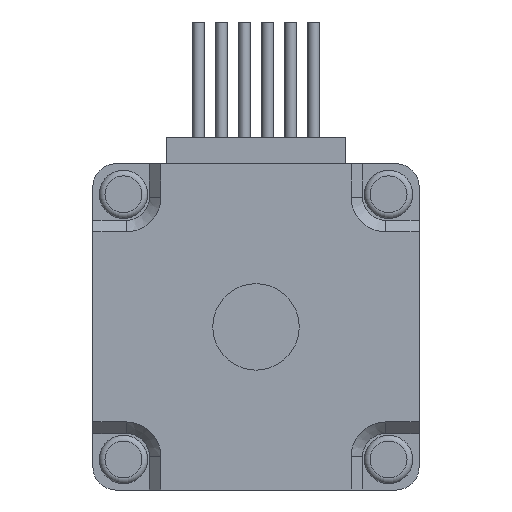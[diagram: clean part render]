
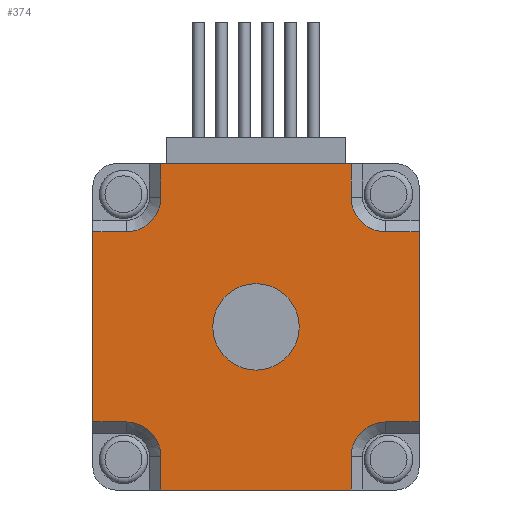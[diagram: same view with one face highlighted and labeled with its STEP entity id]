
A CAD part, front view. The second image highlights one B-rep face of the part: STEP entity #374.
In plain terms, the highlighted planar face has unit normal (0, -1, 0).
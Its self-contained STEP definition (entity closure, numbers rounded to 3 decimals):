
#374 = ADVANCED_FACE( '', ( #820, #821 ), #822, .T. );
#820 = FACE_OUTER_BOUND( '', #20570, .T. );
#821 = FACE_BOUND( '', #20571, .T. );
#822 = PLANE( '', #20572 );
#20570 = EDGE_LOOP( '', ( #21410, #21411, #21412, #21413, #21414, #21415, #21416, #21417, #21418, #21419, #21420, #21421, #21422, #21423, #21424, #21425 ) );
#20571 = EDGE_LOOP( '', ( #21426 ) );
#20572 = AXIS2_PLACEMENT_3D( '', #21427, #21428, #21429 );
#21410 = ORIENTED_EDGE( '', *, *, #22126, .F. );
#21411 = ORIENTED_EDGE( '', *, *, #22062, .T. );
#21412 = ORIENTED_EDGE( '', *, *, #21972, .F. );
#21413 = ORIENTED_EDGE( '', *, *, #22104, .F. );
#21414 = ORIENTED_EDGE( '', *, *, #21957, .F. );
#21415 = ORIENTED_EDGE( '', *, *, #22172, .T. );
#21416 = ORIENTED_EDGE( '', *, *, #22182, .F. );
#21417 = ORIENTED_EDGE( '', *, *, #22118, .F. );
#21418 = ORIENTED_EDGE( '', *, *, #22183, .F. );
#21419 = ORIENTED_EDGE( '', *, *, #21905, .T. );
#21420 = ORIENTED_EDGE( '', *, *, #22133, .F. );
#21421 = ORIENTED_EDGE( '', *, *, #21880, .F. );
#21422 = ORIENTED_EDGE( '', *, *, #22048, .F. );
#21423 = ORIENTED_EDGE( '', *, *, #22184, .T. );
#21424 = ORIENTED_EDGE( '', *, *, #22185, .F. );
#21425 = ORIENTED_EDGE( '', *, *, #22186, .F. );
#21426 = ORIENTED_EDGE( '', *, *, #21869, .T. );
#21427 = CARTESIAN_POINT( '', ( 0., -50., 0. ) );
#21428 = DIRECTION( '', ( 0., -1., 0. ) );
#21429 = DIRECTION( '', ( 0., 0., -1. ) );
#21869 = EDGE_CURVE( '', #22289, #22289, #22290, .T. );
#21880 = EDGE_CURVE( '', #22307, #22309, #22310, .T. );
#21905 = EDGE_CURVE( '', #22353, #22350, #22354, .T. );
#21957 = EDGE_CURVE( '', #22443, #22445, #22446, .T. );
#21972 = EDGE_CURVE( '', #22470, #22465, #22472, .T. );
#22048 = EDGE_CURVE( '', #22594, #22307, #22596, .T. );
#22062 = EDGE_CURVE( '', #22606, #22465, #22616, .T. );
#22104 = EDGE_CURVE( '', #22445, #22470, #22678, .T. );
#22118 = EDGE_CURVE( '', #22697, #22699, #22700, .T. );
#22126 = EDGE_CURVE( '', #22606, #22710, #22711, .T. );
#22133 = EDGE_CURVE( '', #22309, #22350, #22719, .T. );
#22172 = EDGE_CURVE( '', #22443, #22772, #22774, .T. );
#22182 = EDGE_CURVE( '', #22699, #22772, #22785, .T. );
#22183 = EDGE_CURVE( '', #22353, #22697, #22786, .T. );
#22184 = EDGE_CURVE( '', #22594, #22787, #22788, .T. );
#22185 = EDGE_CURVE( '', #22789, #22787, #22790, .T. );
#22186 = EDGE_CURVE( '', #22710, #22789, #22791, .T. );
#22289 = VERTEX_POINT( '', #22909 );
#22290 = CIRCLE( '', #22910, 3.75 );
#22307 = VERTEX_POINT( '', #22929 );
#22309 = VERTEX_POINT( '', #22932 );
#22310 = CIRCLE( '', #22933, 3. );
#22350 = VERTEX_POINT( '', #22976 );
#22353 = VERTEX_POINT( '', #22980 );
#22354 = LINE( '', #22981, #22982 );
#22443 = VERTEX_POINT( '', #25574 );
#22445 = VERTEX_POINT( '', #25577 );
#22446 = LINE( '', #25578, #25579 );
#22465 = VERTEX_POINT( '', #25604 );
#22470 = VERTEX_POINT( '', #25611 );
#22472 = LINE( '', #25614, #25615 );
#22594 = VERTEX_POINT( '', #25801 );
#22596 = LINE( '', #25804, #25805 );
#22606 = VERTEX_POINT( '', #25825 );
#22616 = LINE( '', #25841, #25842 );
#22678 = CIRCLE( '', #25930, 3. );
#22697 = VERTEX_POINT( '', #25950 );
#22699 = VERTEX_POINT( '', #25953 );
#22700 = CIRCLE( '', #25954, 3. );
#22710 = VERTEX_POINT( '', #25968 );
#22711 = LINE( '', #25969, #25970 );
#22719 = LINE( '', #25981, #25982 );
#22772 = VERTEX_POINT( '', #26875 );
#22774 = LINE( '', #26878, #26879 );
#22785 = LINE( '', #26900, #26901 );
#22786 = LINE( '', #26902, #26903 );
#22787 = VERTEX_POINT( '', #26904 );
#22788 = LINE( '', #26905, #26906 );
#22789 = VERTEX_POINT( '', #26907 );
#22790 = LINE( '', #26908, #26909 );
#22791 = CIRCLE( '', #26910, 3. );
#22909 = CARTESIAN_POINT( '', ( 3.75, -50., 0. ) );
#22910 = AXIS2_PLACEMENT_3D( '', #27055, #27056, #27057 );
#22929 = CARTESIAN_POINT( '', ( 8.25, -50., 11.25 ) );
#22932 = CARTESIAN_POINT( '', ( 11.25, -50., 8.25 ) );
#22933 = AXIS2_PLACEMENT_3D( '', #27073, #27074, #27075 );
#22976 = CARTESIAN_POINT( '', ( 14.15, -50., 8.25 ) );
#22980 = CARTESIAN_POINT( '', ( 14.15, -50., -8.25 ) );
#22981 = CARTESIAN_POINT( '', ( 14.15, -50., 12.15 ) );
#22982 = VECTOR( '', #27122, 1000. );
#25574 = CARTESIAN_POINT( '', ( -8.25, -50., -14.15 ) );
#25577 = CARTESIAN_POINT( '', ( -8.25, -50., -11.25 ) );
#25578 = CARTESIAN_POINT( '', ( -8.25, -50., -5.625 ) );
#25579 = VECTOR( '', #27176, 1000. );
#25604 = CARTESIAN_POINT( '', ( -14.15, -50., -8.25 ) );
#25611 = CARTESIAN_POINT( '', ( -11.25, -50., -8.25 ) );
#25614 = CARTESIAN_POINT( '', ( -9.064, -50., -8.25 ) );
#25615 = VECTOR( '', #27192, 1000. );
#25801 = CARTESIAN_POINT( '', ( 8.25, -50., 14.15 ) );
#25804 = CARTESIAN_POINT( '', ( 8.25, -50., 5.625 ) );
#25805 = VECTOR( '', #27305, 1000. );
#25825 = CARTESIAN_POINT( '', ( -14.15, -50., 8.25 ) );
#25841 = CARTESIAN_POINT( '', ( -14.15, -50., -12.15 ) );
#25842 = VECTOR( '', #27317, 1000. );
#25930 = AXIS2_PLACEMENT_3D( '', #27374, #27375, #27376 );
#25950 = CARTESIAN_POINT( '', ( 11.25, -50., -8.25 ) );
#25953 = CARTESIAN_POINT( '', ( 8.25, -50., -11.25 ) );
#25954 = AXIS2_PLACEMENT_3D( '', #27397, #27398, #27399 );
#25968 = CARTESIAN_POINT( '', ( -11.25, -50., 8.25 ) );
#25969 = CARTESIAN_POINT( '', ( -5.625, -50., 8.25 ) );
#25970 = VECTOR( '', #27407, 1000. );
#25981 = CARTESIAN_POINT( '', ( 9.064, -50., 8.25 ) );
#25982 = VECTOR( '', #27414, 1000. );
#26875 = CARTESIAN_POINT( '', ( 8.25, -50., -14.15 ) );
#26878 = CARTESIAN_POINT( '', ( 12.15, -50., -14.15 ) );
#26879 = VECTOR( '', #27460, 1000. );
#26900 = CARTESIAN_POINT( '', ( 8.25, -50., -9.064 ) );
#26901 = VECTOR( '', #27466, 1000. );
#26902 = CARTESIAN_POINT( '', ( 5.625, -50., -8.25 ) );
#26903 = VECTOR( '', #27467, 1000. );
#26904 = CARTESIAN_POINT( '', ( -8.25, -50., 14.15 ) );
#26905 = CARTESIAN_POINT( '', ( -12.15, -50., 14.15 ) );
#26906 = VECTOR( '', #27468, 1000. );
#26907 = CARTESIAN_POINT( '', ( -8.25, -50., 11.25 ) );
#26908 = CARTESIAN_POINT( '', ( -8.25, -50., 9.064 ) );
#26909 = VECTOR( '', #27469, 1000. );
#26910 = AXIS2_PLACEMENT_3D( '', #27470, #27471, #27472 );
#27055 = CARTESIAN_POINT( '', ( 0., -50., 0. ) );
#27056 = DIRECTION( '', ( 0., 1., 0. ) );
#27057 = DIRECTION( '', ( -1., 0., 0. ) );
#27073 = CARTESIAN_POINT( '', ( 11.25, -50., 11.25 ) );
#27074 = DIRECTION( '', ( 0., -1., 0. ) );
#27075 = DIRECTION( '', ( -1., 0., 0. ) );
#27122 = DIRECTION( '', ( 0., 0., 1. ) );
#27176 = DIRECTION( '', ( 0., 0., 1. ) );
#27192 = DIRECTION( '', ( -1., 0., 0. ) );
#27305 = DIRECTION( '', ( 0., 0., -1. ) );
#27317 = DIRECTION( '', ( 0., 0., -1. ) );
#27374 = CARTESIAN_POINT( '', ( -11.25, -50., -11.25 ) );
#27375 = DIRECTION( '', ( 0., -1., 0. ) );
#27376 = DIRECTION( '', ( 1., 0., 0. ) );
#27397 = CARTESIAN_POINT( '', ( 11.25, -50., -11.25 ) );
#27398 = DIRECTION( '', ( 0., -1., 0. ) );
#27399 = DIRECTION( '', ( 0., 0., 1. ) );
#27407 = DIRECTION( '', ( 1., 0., 0. ) );
#27414 = DIRECTION( '', ( 1., 0., 0. ) );
#27460 = DIRECTION( '', ( 1., 0., 0. ) );
#27466 = DIRECTION( '', ( 0., 0., -1. ) );
#27467 = DIRECTION( '', ( -1., 0., 0. ) );
#27468 = DIRECTION( '', ( -1., 0., 0. ) );
#27469 = DIRECTION( '', ( 0., 0., 1. ) );
#27470 = CARTESIAN_POINT( '', ( -11.25, -50., 11.25 ) );
#27471 = DIRECTION( '', ( 0., -1., 0. ) );
#27472 = DIRECTION( '', ( 0., 0., -1. ) );
